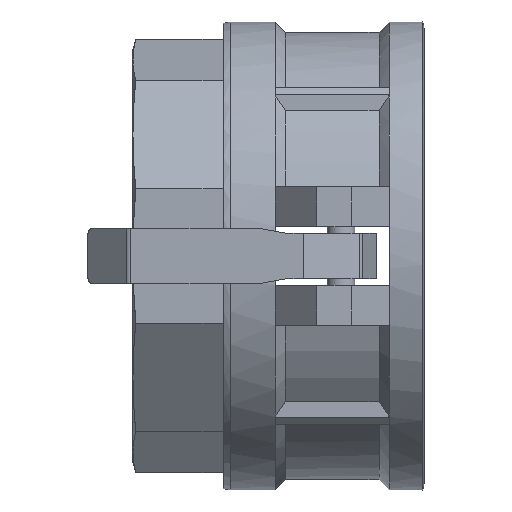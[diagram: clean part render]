
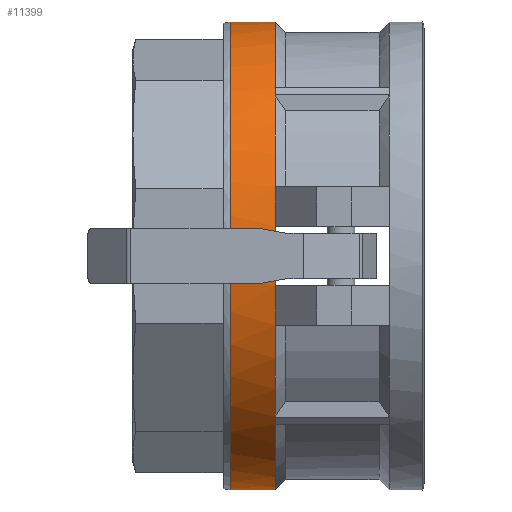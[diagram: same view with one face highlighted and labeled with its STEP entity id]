
A CAD part, front view. The second image highlights one B-rep face of the part: STEP entity #11399.
In plain terms, the highlighted free-form (B-spline) face has degree [2, 1] with [5, 2] control points.
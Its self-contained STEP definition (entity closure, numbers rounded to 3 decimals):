
#11399 = ADVANCED_FACE('',(#11400),#11498,.T.);
#11400 = FACE_BOUND('',#11401,.T.);
#11401 = EDGE_LOOP('',(#11402,#11414,#11421,#11429,#11437,#11445,#11453,
    #11461,#11469,#11477,#11485,#11493));
#11402 = ORIENTED_EDGE('',*,*,#11403,.F.);
#11403 = EDGE_CURVE('',#11404,#11406,#11408,.T.);
#11404 = VERTEX_POINT('',#11405);
#11405 = CARTESIAN_POINT('',(28.28,0.,
    68.174));
#11406 = VERTEX_POINT('',#11407);
#11407 = CARTESIAN_POINT('',(28.28,0.,
    -68.174));
#11408 = ( BOUNDED_CURVE() B_SPLINE_CURVE(2,(#11409,#11410,#11411,#11412
,#11413),.UNSPECIFIED.,.F.,.F.) B_SPLINE_CURVE_WITH_KNOTS((3,2,3),(0.,
1.571,3.142),.PIECEWISE_BEZIER_KNOTS.) CURVE() 
GEOMETRIC_REPRESENTATION_ITEM() RATIONAL_B_SPLINE_CURVE((1.,
0.707,1.,0.707,1.)) REPRESENTATION_ITEM('') );
#11409 = CARTESIAN_POINT('',(28.28,0.,
    68.174));
#11410 = CARTESIAN_POINT('',(28.28,-68.174,
    68.174));
#11411 = CARTESIAN_POINT('',(28.28,-68.174,
    0.));
#11412 = CARTESIAN_POINT('',(28.28,-68.174,
    -68.174));
#11413 = CARTESIAN_POINT('',(28.28,0.,
    -68.174));
#11414 = ORIENTED_EDGE('',*,*,#11415,.F.);
#11415 = EDGE_CURVE('',#11416,#11404,#11418,.T.);
#11416 = VERTEX_POINT('',#11417);
#11417 = CARTESIAN_POINT('',(41.409,0.,
    68.174));
#11418 = B_SPLINE_CURVE_WITH_KNOTS('',1,(#11419,#11420),.UNSPECIFIED.,
  .F.,.F.,(2,2),(0.,13.),.PIECEWISE_BEZIER_KNOTS.);
#11419 = CARTESIAN_POINT('',(41.409,0.,68.174));
#11420 = CARTESIAN_POINT('',(28.28,0.,68.174));
#11421 = ORIENTED_EDGE('',*,*,#11422,.F.);
#11422 = EDGE_CURVE('',#11423,#11416,#11425,.T.);
#11423 = VERTEX_POINT('',#11424);
#11424 = CARTESIAN_POINT('',(41.409,-47.325,
    49.072));
#11425 = ( BOUNDED_CURVE() B_SPLINE_CURVE(2,(#11426,#11427,#11428),
.UNSPECIFIED.,.F.,.F.) B_SPLINE_CURVE_WITH_KNOTS((3,3),(0.,
0.767),.PIECEWISE_BEZIER_KNOTS.) CURVE() 
GEOMETRIC_REPRESENTATION_ITEM() RATIONAL_B_SPLINE_CURVE((1.,
0.927,1.)) REPRESENTATION_ITEM('') );
#11426 = CARTESIAN_POINT('',(41.409,-47.325,
    49.072));
#11427 = CARTESIAN_POINT('',(41.409,-27.518,
    68.174));
#11428 = CARTESIAN_POINT('',(41.409,0.,
    68.174));
#11429 = ORIENTED_EDGE('',*,*,#11430,.F.);
#11430 = EDGE_CURVE('',#11431,#11423,#11433,.T.);
#11431 = VERTEX_POINT('',#11432);
#11432 = CARTESIAN_POINT('',(41.409,-49.459,
    46.92));
#11433 = ( BOUNDED_CURVE() B_SPLINE_CURVE(2,(#11434,#11435,#11436),
.UNSPECIFIED.,.F.,.F.) B_SPLINE_CURVE_WITH_KNOTS((3,3),(0.,
0.044),.PIECEWISE_BEZIER_KNOTS.) CURVE() 
GEOMETRIC_REPRESENTATION_ITEM() RATIONAL_B_SPLINE_CURVE((1.,
1.,1.)) REPRESENTATION_ITEM('') );
#11434 = CARTESIAN_POINT('',(41.409,-49.459,
    46.92));
#11435 = CARTESIAN_POINT('',(41.409,-48.416,
    48.02));
#11436 = CARTESIAN_POINT('',(41.409,-47.325,
    49.072));
#11437 = ORIENTED_EDGE('',*,*,#11438,.F.);
#11438 = EDGE_CURVE('',#11439,#11431,#11441,.T.);
#11439 = VERTEX_POINT('',#11440);
#11440 = CARTESIAN_POINT('',(41.409,-65.113,
    20.2));
#11441 = ( BOUNDED_CURVE() B_SPLINE_CURVE(2,(#11442,#11443,#11444),
.UNSPECIFIED.,.F.,.F.) B_SPLINE_CURVE_WITH_KNOTS((3,3),(0.,
0.458),.PIECEWISE_BEZIER_KNOTS.) CURVE() 
GEOMETRIC_REPRESENTATION_ITEM() RATIONAL_B_SPLINE_CURVE((1.,
0.974,1.)) REPRESENTATION_ITEM('') );
#11442 = CARTESIAN_POINT('',(41.409,-65.113,
    20.2));
#11443 = CARTESIAN_POINT('',(41.409,-60.402,
    35.385));
#11444 = CARTESIAN_POINT('',(41.409,-49.459,
    46.92));
#11445 = ORIENTED_EDGE('',*,*,#11446,.F.);
#11446 = EDGE_CURVE('',#11447,#11439,#11449,.T.);
#11447 = VERTEX_POINT('',#11448);
#11448 = CARTESIAN_POINT('',(41.409,-67.631,
    8.585));
#11449 = ( BOUNDED_CURVE() B_SPLINE_CURVE(2,(#11450,#11451,#11452),
.UNSPECIFIED.,.F.,.F.) B_SPLINE_CURVE_WITH_KNOTS((3,3),(0.,
0.175),.PIECEWISE_BEZIER_KNOTS.) CURVE() 
GEOMETRIC_REPRESENTATION_ITEM() RATIONAL_B_SPLINE_CURVE((1.,
0.996,1.)) REPRESENTATION_ITEM('') );
#11450 = CARTESIAN_POINT('',(41.409,-67.631,
    8.585));
#11451 = CARTESIAN_POINT('',(41.409,-66.88,
    14.502));
#11452 = CARTESIAN_POINT('',(41.409,-65.113,
    20.2));
#11453 = ORIENTED_EDGE('',*,*,#11454,.F.);
#11454 = EDGE_CURVE('',#11455,#11447,#11457,.T.);
#11455 = VERTEX_POINT('',#11456);
#11456 = CARTESIAN_POINT('',(41.409,-67.631,
    -8.585));
#11457 = ( BOUNDED_CURVE() B_SPLINE_CURVE(2,(#11458,#11459,#11460),
.UNSPECIFIED.,.F.,.F.) B_SPLINE_CURVE_WITH_KNOTS((3,3),(
0.,0.253),.PIECEWISE_BEZIER_KNOTS.) CURVE() 
GEOMETRIC_REPRESENTATION_ITEM() RATIONAL_B_SPLINE_CURVE((1.,
0.992,1.)) REPRESENTATION_ITEM('') );
#11458 = CARTESIAN_POINT('',(41.409,-67.631,
    -8.585));
#11459 = CARTESIAN_POINT('',(41.409,-68.721,
    0.));
#11460 = CARTESIAN_POINT('',(41.409,-67.631,
    8.585));
#11461 = ORIENTED_EDGE('',*,*,#11462,.F.);
#11462 = EDGE_CURVE('',#11463,#11455,#11465,.T.);
#11463 = VERTEX_POINT('',#11464);
#11464 = CARTESIAN_POINT('',(41.409,-65.113,
    -20.2));
#11465 = ( BOUNDED_CURVE() B_SPLINE_CURVE(2,(#11466,#11467,#11468),
.UNSPECIFIED.,.F.,.F.) B_SPLINE_CURVE_WITH_KNOTS((3,3),(
0.,0.175),.PIECEWISE_BEZIER_KNOTS.) CURVE() 
GEOMETRIC_REPRESENTATION_ITEM() RATIONAL_B_SPLINE_CURVE((1.,
0.996,1.)) REPRESENTATION_ITEM('') );
#11466 = CARTESIAN_POINT('',(41.409,-65.113,
    -20.2));
#11467 = CARTESIAN_POINT('',(41.409,-66.88,
    -14.502));
#11468 = CARTESIAN_POINT('',(41.409,-67.631,
    -8.585));
#11469 = ORIENTED_EDGE('',*,*,#11470,.F.);
#11470 = EDGE_CURVE('',#11471,#11463,#11473,.T.);
#11471 = VERTEX_POINT('',#11472);
#11472 = CARTESIAN_POINT('',(41.409,-49.459,
    -46.92));
#11473 = ( BOUNDED_CURVE() B_SPLINE_CURVE(2,(#11474,#11475,#11476),
.UNSPECIFIED.,.F.,.F.) B_SPLINE_CURVE_WITH_KNOTS((3,3),(
0.,0.458),.PIECEWISE_BEZIER_KNOTS.) CURVE() 
GEOMETRIC_REPRESENTATION_ITEM() RATIONAL_B_SPLINE_CURVE((1.,
0.974,1.)) REPRESENTATION_ITEM('') );
#11474 = CARTESIAN_POINT('',(41.409,-49.459,
    -46.92));
#11475 = CARTESIAN_POINT('',(41.409,-60.402,
    -35.385));
#11476 = CARTESIAN_POINT('',(41.409,-65.113,
    -20.2));
#11477 = ORIENTED_EDGE('',*,*,#11478,.F.);
#11478 = EDGE_CURVE('',#11479,#11471,#11481,.T.);
#11479 = VERTEX_POINT('',#11480);
#11480 = CARTESIAN_POINT('',(41.409,-47.325,
    -49.072));
#11481 = ( BOUNDED_CURVE() B_SPLINE_CURVE(2,(#11482,#11483,#11484),
.UNSPECIFIED.,.F.,.F.) B_SPLINE_CURVE_WITH_KNOTS((3,3),(
    0.,0.044),.PIECEWISE_BEZIER_KNOTS.) 
CURVE() GEOMETRIC_REPRESENTATION_ITEM() RATIONAL_B_SPLINE_CURVE((1.,
1.,1.)) REPRESENTATION_ITEM('') );
#11482 = CARTESIAN_POINT('',(41.409,-47.325,
    -49.072));
#11483 = CARTESIAN_POINT('',(41.409,-48.416,
    -48.02));
#11484 = CARTESIAN_POINT('',(41.409,-49.459,
    -46.92));
#11485 = ORIENTED_EDGE('',*,*,#11486,.F.);
#11486 = EDGE_CURVE('',#11487,#11479,#11489,.T.);
#11487 = VERTEX_POINT('',#11488);
#11488 = CARTESIAN_POINT('',(41.409,0.,
    -68.174));
#11489 = ( BOUNDED_CURVE() B_SPLINE_CURVE(2,(#11490,#11491,#11492),
.UNSPECIFIED.,.F.,.F.) B_SPLINE_CURVE_WITH_KNOTS((3,3),(0.,
0.767),.PIECEWISE_BEZIER_KNOTS.) CURVE() 
GEOMETRIC_REPRESENTATION_ITEM() RATIONAL_B_SPLINE_CURVE((1.,
0.927,1.)) REPRESENTATION_ITEM('') );
#11490 = CARTESIAN_POINT('',(41.409,0.,
    -68.174));
#11491 = CARTESIAN_POINT('',(41.409,-27.518,
    -68.174));
#11492 = CARTESIAN_POINT('',(41.409,-47.325,
    -49.072));
#11493 = ORIENTED_EDGE('',*,*,#11494,.F.);
#11494 = EDGE_CURVE('',#11406,#11487,#11495,.T.);
#11495 = B_SPLINE_CURVE_WITH_KNOTS('',1,(#11496,#11497),.UNSPECIFIED.,
  .F.,.F.,(2,2),(0.,13.),.PIECEWISE_BEZIER_KNOTS.);
#11496 = CARTESIAN_POINT('',(28.28,0.,-68.174));
#11497 = CARTESIAN_POINT('',(41.409,0.,-68.174));
#11498 = ( BOUNDED_SURFACE() B_SPLINE_SURFACE(2,1,(
    (#11499,#11500)
    ,(#11501,#11502)
    ,(#11503,#11504)
    ,(#11505,#11506)
    ,(#11507,#11508
)),.UNSPECIFIED.,.F.,.F.,.F.) B_SPLINE_SURFACE_WITH_KNOTS((3,2,3),(2,2),
  (0.,1.571,3.142),(0.,13.),.PIECEWISE_BEZIER_KNOTS.) 
GEOMETRIC_REPRESENTATION_ITEM() RATIONAL_B_SPLINE_SURFACE((
    (1.,1.)
    ,(0.707,0.707)
    ,(1.,1.)
    ,(0.707,0.707)
,(1.,1.))) REPRESENTATION_ITEM('') SURFACE() );
#11499 = CARTESIAN_POINT('',(41.409,0.,
    68.174));
#11500 = CARTESIAN_POINT('',(28.28,0.,
    68.174));
#11501 = CARTESIAN_POINT('',(41.409,-68.174,
    68.174));
#11502 = CARTESIAN_POINT('',(28.28,-68.174,
    68.174));
#11503 = CARTESIAN_POINT('',(41.409,-68.174,
    0.));
#11504 = CARTESIAN_POINT('',(28.28,-68.174,
    0.));
#11505 = CARTESIAN_POINT('',(41.409,-68.174,
    -68.174));
#11506 = CARTESIAN_POINT('',(28.28,-68.174,
    -68.174));
#11507 = CARTESIAN_POINT('',(41.409,0.,
    -68.174));
#11508 = CARTESIAN_POINT('',(28.28,0.,
    -68.174));
